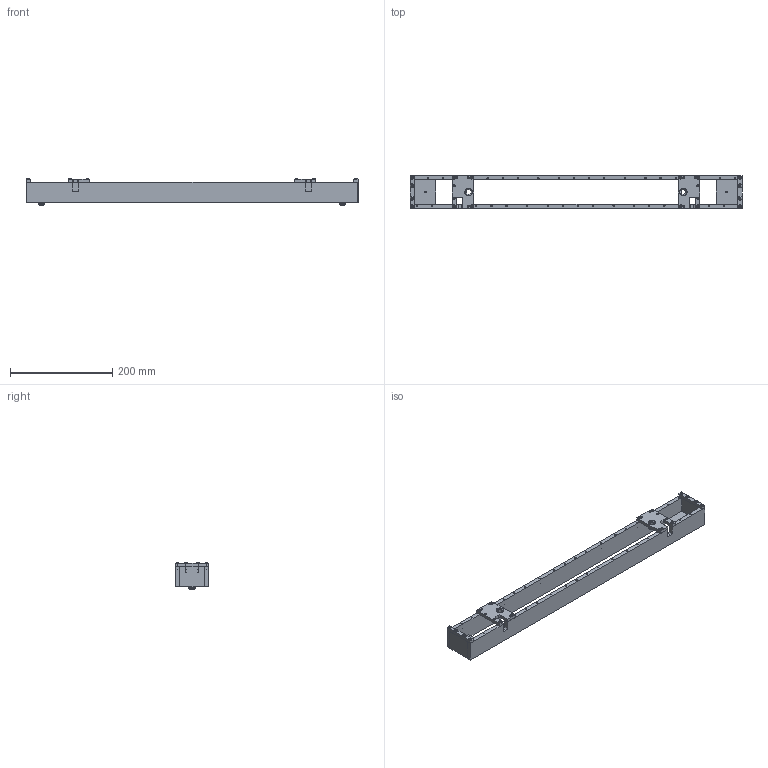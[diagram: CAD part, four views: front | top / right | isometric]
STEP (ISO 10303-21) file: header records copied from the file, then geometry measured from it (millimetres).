
FILE_DESCRIPTION (( 'STEP AP214' ), '1' );
FILE_NAME ('INGUN_111175.STEP', '2022-03-18T07:13:00', ( '' ), ( '' ), 'SwSTEP 2.0', 'SolidWorks 2018', '' );
FILE_SCHEMA (( 'AUTOMOTIVE_DESIGN' ));
Length unit declared in the file: millimetre
Products named in the file (14): 111174~0; DIN988~n_06x12x0,1; ISO7380~n_M03,0x012; 45545~0_S; 109683~0_S; 107975~3_S; 111177~0_S; 111173~0_S; DIN923~n_M04x03; 3366~0; 110324~0_Spring Pin 3 x 14 - St; 109146~2; ISO7380~n_M04,0x012; INGUN_111175
Assembly tree (40 placements, depth 2):
  INGUN_111175
    111173~0_S
    111177~0_S
    107975~3_S  x2
    109146~2  x2
    3366~0
    109683~0_S
    45545~0_S  x2
    DIN923~n_M04x03  x2
    DIN988~n_06x12x0,1  x4
    ISO7380~n_M03,0x012  x12
    ISO7380~n_M04,0x012  x4
    110324~0_Spring Pin 3 x 14 - St  x6
    111174~0  x2
Bounding box: 648 x 64 x 53.6 mm (x, y, z)
Volume: 508095 mm3; surface area: 176160.6 mm2
Topology: 40 solids, 40 shells, 970 faces, 2378 edges, 1466 vertices
Faces by surface type: cylinder 566, plane 184, cone 170, torus 42, bspline 8
Entity records: 13418 total; most frequent: DIRECTION 2260, CARTESIAN_POINT 2031, ORIENTED_EDGE 1822, EDGE_CURVE 911, AXIS2_PLACEMENT_3D 908, VERTEX_POINT 583, EDGE_LOOP 504, CIRCLE 463
